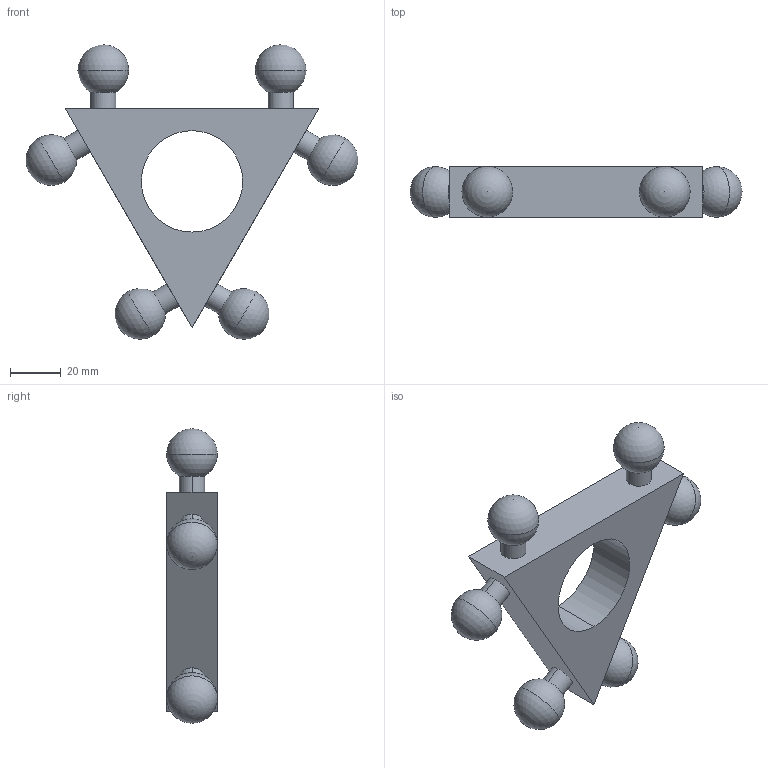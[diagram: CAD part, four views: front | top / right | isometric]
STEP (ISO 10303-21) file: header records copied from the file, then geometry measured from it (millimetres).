
FILE_DESCRIPTION (( 'STEP AP203' ), '1' );
FILE_NAME ('delta_end_effector_Default_sldprt.STEP', '2021-07-12T03:38:36', ( '' ), ( '' ), 'SwSTEP 2.0', 'SolidWorks 2021', '' );
FILE_SCHEMA (( 'CONFIG_CONTROL_DESIGN' ));
Length unit declared in the file: millimetre
Products named in the file (1): delta_end_effector_Default_sldprt
Bounding box: 130.95 x 20 x 116.11 mm (x, y, z)
Volume: 89266.9 mm3; surface area: 22418.8 mm2
Topology: 1 solids, 1 shells, 31 faces, 87 edges, 58 vertices
Faces by surface type: cylinder 14, sphere 12, plane 5
Entity records: 934 total; most frequent: DIRECTION 167, CARTESIAN_POINT 141, ORIENTED_EDGE 126, AXIS2_PLACEMENT_3D 72, EDGE_CURVE 63, VERTEX_POINT 46, EDGE_LOOP 45, CIRCLE 40
